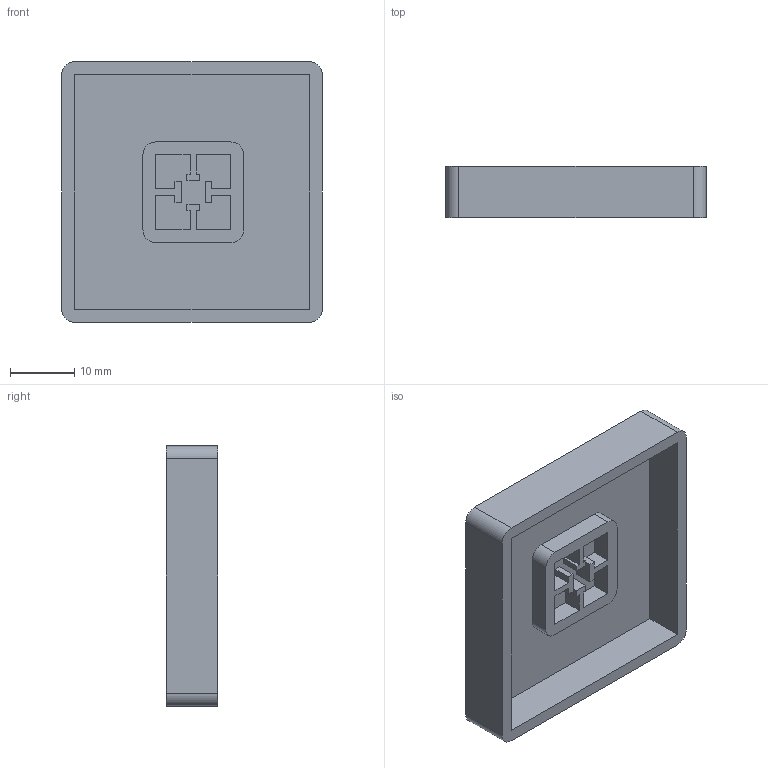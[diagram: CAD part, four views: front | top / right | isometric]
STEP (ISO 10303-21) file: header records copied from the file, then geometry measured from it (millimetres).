
FILE_DESCRIPTION(/* description */ (''),/* implementation_level */ '2;1');
FILE_NAME(/* name */ 'KeyCap_New v9.step',/* time_stamp */ '2025-06-29T13:52:51+08:00',/* author */ (''),/* organization */ (''),/* preprocessor_version */ 'ST-DEVELOPER v20.1',/* originating_system */ 'Autodesk Translation Framework v14.10.0.0',/* authorisation */ '');
FILE_SCHEMA (('AUTOMOTIVE_DESIGN { 1 0 10303 214 3 1 1 }'));
Length unit declared in the file: millimetre
Products named in the file (1): KeyCap_New
Bounding box: 40.6 x 8 x 40.6 mm (x, y, z)
Volume: 5508 mm3; surface area: 5893.8 mm2
Topology: 1 solids, 1 shells, 61 faces, 168 edges, 112 vertices
Faces by surface type: plane 53, cylinder 8
Entity records: 1951 total; most frequent: CARTESIAN_POINT 342, ORIENTED_EDGE 336, DIRECTION 308, EDGE_CURVE 168, LINE 152, VECTOR 152, VERTEX_POINT 112, AXIS2_PLACEMENT_3D 78
